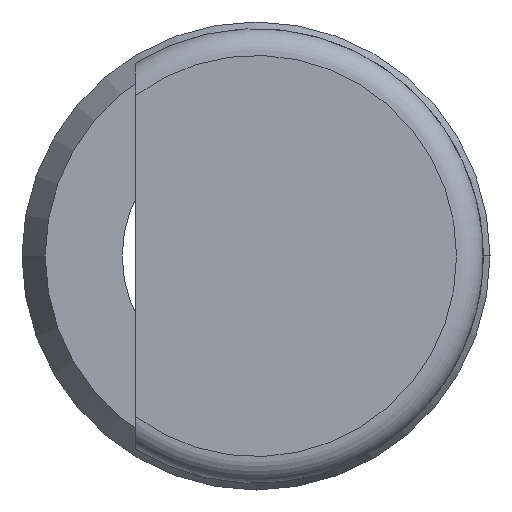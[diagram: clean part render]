
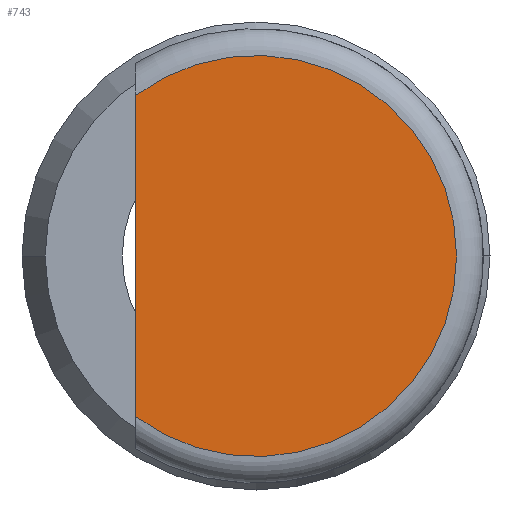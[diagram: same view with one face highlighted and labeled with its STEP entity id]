
A CAD part, front view. The second image highlights one B-rep face of the part: STEP entity #743.
In plain terms, the highlighted planar face has unit normal (0, -1, 0).
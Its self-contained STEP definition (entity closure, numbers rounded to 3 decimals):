
#4 = EDGE_CURVE ( 'NONE', #814, #1106, #1145, .T. ) ;
#43 = CARTESIAN_POINT ( 'NONE',  ( -0.9, -8., -1.2 ) ) ;
#108 = CARTESIAN_POINT ( 'NONE',  ( 1.7, -8., 0. ) ) ;
#181 = EDGE_LOOP ( 'NONE', ( #927, #246 ) ) ;
#246 = ORIENTED_EDGE ( 'NONE', *, *, #4, .T. ) ;
#317 = DIRECTION ( 'NONE',  ( 0., 1., 0. ) ) ;
#406 = DIRECTION ( 'NONE',  ( 0., 0., -1. ) ) ;
#422 = DIRECTION ( 'NONE',  ( -1., 0., 0. ) ) ;
#423 = AXIS2_PLACEMENT_3D ( 'NONE', #108, #317, #1342 ) ;
#449 = CARTESIAN_POINT ( 'NONE',  ( -0.9, -8., 1.2 ) ) ;
#533 = CARTESIAN_POINT ( 'NONE',  ( 0., -8., 0. ) ) ;
#743 = ADVANCED_FACE ( 'NONE', ( #1250 ), #933, .F. ) ;
#765 = EDGE_CURVE ( 'NONE', #1106, #814, #1122, .T. ) ;
#814 = VERTEX_POINT ( 'NONE', #449 ) ;
#824 = CARTESIAN_POINT ( 'NONE',  ( -0.9, -8., 0. ) ) ;
#870 = VECTOR ( 'NONE', #406, 1000. ) ;
#927 = ORIENTED_EDGE ( 'NONE', *, *, #765, .T. ) ;
#933 = PLANE ( 'NONE',  #423 ) ;
#1077 = AXIS2_PLACEMENT_3D ( 'NONE', #533, #1254, #422 ) ;
#1106 = VERTEX_POINT ( 'NONE', #43 ) ;
#1122 = CIRCLE ( 'NONE', #1077, 1.5 ) ;
#1145 = LINE ( 'NONE', #824, #870 ) ;
#1250 = FACE_OUTER_BOUND ( 'NONE', #181, .T. ) ;
#1254 = DIRECTION ( 'NONE',  ( 0., -1., 0. ) ) ;
#1342 = DIRECTION ( 'NONE',  ( -1., 0., 0. ) ) ;
